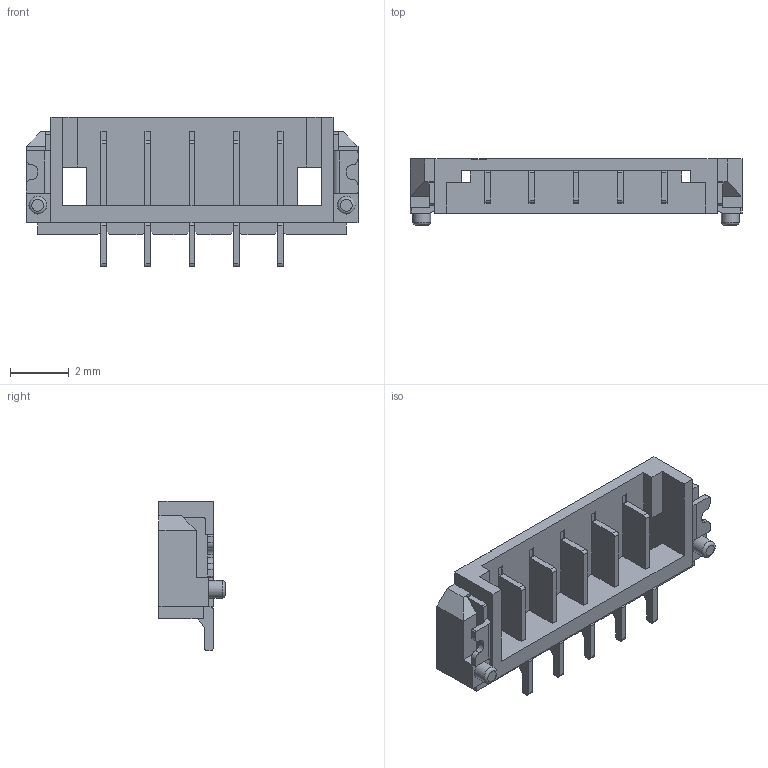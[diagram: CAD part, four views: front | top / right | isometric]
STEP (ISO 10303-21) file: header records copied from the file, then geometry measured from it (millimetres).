
FILE_DESCRIPTION( ( 'Unknown' ), '1' );
FILE_NAME( '695405150122.stp', 'Unknown', ( 'Unknown' ), ( 'Unknown' ), 'PSStep 17.0.49', 'Unknown', ' ' );
FILE_SCHEMA( ( 'AUTOMOTIVE_DESIGN { 1 0 10303 214 1 1 1 1 }' ) );
Length unit declared in the file: millimetre
Products named in the file (5): Assem1; 6954xx150122_SOLDER TAB; 6954xx150122_SOLDER TAB2; 6954xx150122_PIN; 695405150122
Assembly tree (8 placements, depth 2):
  Assem1
    6954xx150122_SOLDER TAB
    6954xx150122_SOLDER TAB2
    6954xx150122_PIN  x5
    695405150122
Bounding box: 11.3 x 2.25 x 5.1 mm (x, y, z)
Volume: 41.2 mm3; surface area: 236 mm2
Topology: 8 solids, 8 shells, 282 faces, 818 edges, 540 vertices
Faces by surface type: plane 210, cylinder 70, torus 2
Full cylindrical faces by diameter (mm): 0.6 x2
Entity records: 8256 total; most frequent: CARTESIAN_POINT 1177, ORIENTED_EDGE 1168, DIRECTION 1076, EDGE_CURVE 584, LINE 506, VECTOR 506, VERTEX_POINT 386, AXIS2_PLACEMENT_3D 285
